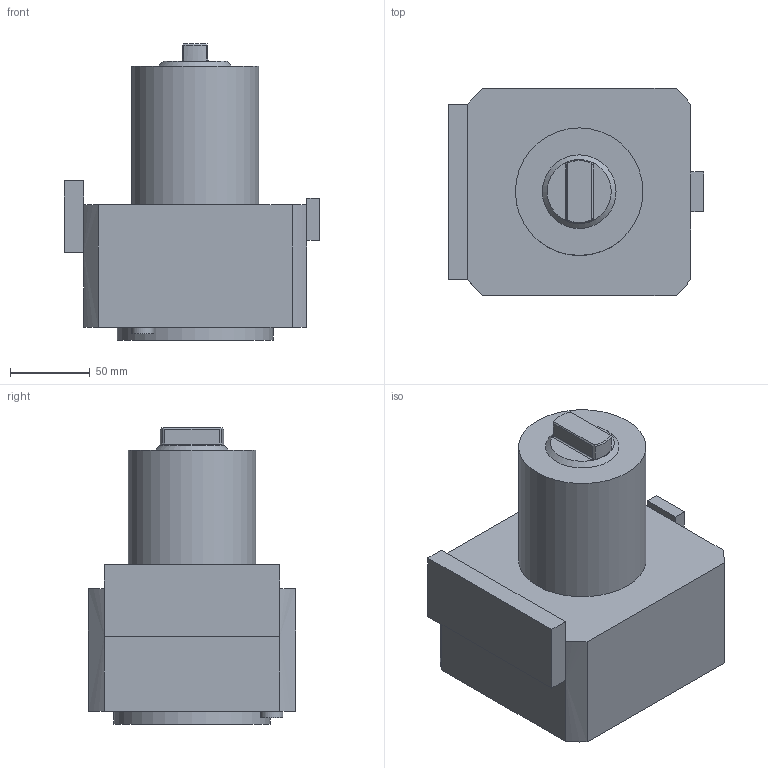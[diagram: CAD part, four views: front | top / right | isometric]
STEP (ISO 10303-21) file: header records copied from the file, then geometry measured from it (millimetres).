
FILE_DESCRIPTION(/* description */ ('3-D model version:1'),/* implementation_level */ '2;1');
FILE_NAME(/* name */ 'C6-DNE-OK80A-I',/* time_stamp */ '2016-12-02T13:42:15',/* author */ ('InteractiveCad'),/* organization */ ('AB Sandvik Coromant'),/* preprocessor_version */ 'PSStep 15.0.49',/* originating_system */ 'Unknown',/* authorization */ ' ');
FILE_SCHEMA(('AUTOMOTIVE_DESIGN'));
Length unit declared in the file: millimetre
Products named in the file (1): 1
Bounding box: 160 x 130 x 186 mm (x, y, z)
Volume: 1906761.3 mm3; surface area: 114979 mm2
Topology: 1 solids, 1 shells, 64 faces, 151 edges, 99 vertices
Faces by surface type: plane 36, cylinder 19, cone 9
Full cylindrical faces by diameter (mm): 4 x1, 14 x1, 48.5 x1, 64 x1, 72 x1, 80 x1, 98 x1
Entity records: 2405 total; most frequent: CARTESIAN_POINT 419, DIRECTION 308, ORIENTED_EDGE 280, EDGE_CURVE 140, AXIS2_PLACEMENT_3D 113, VERTEX_POINT 96, EDGE_LOOP 82, LINE 82
